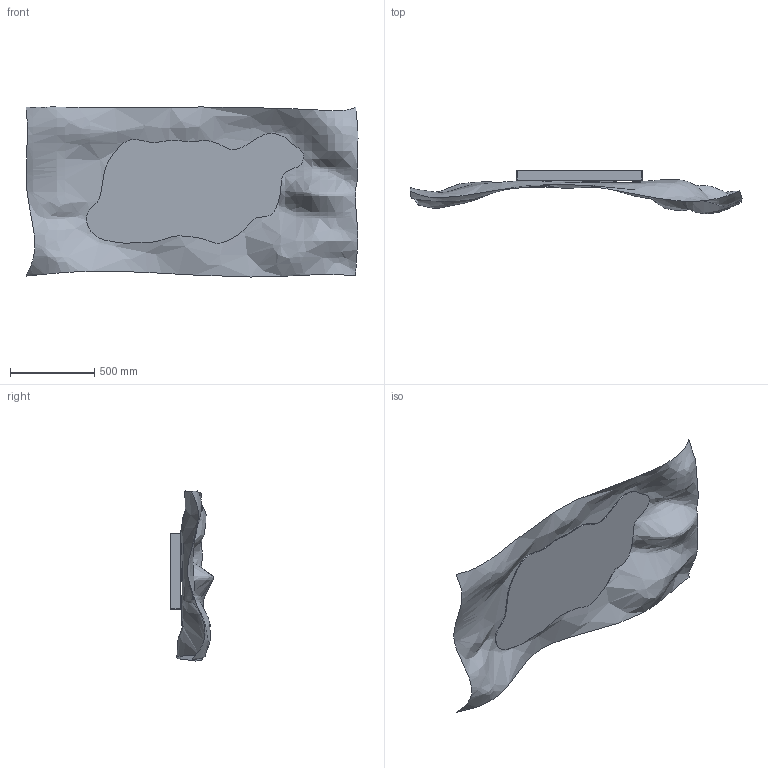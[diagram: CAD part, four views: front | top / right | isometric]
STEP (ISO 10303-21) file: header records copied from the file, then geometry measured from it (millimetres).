
FILE_DESCRIPTION(/* description */ (''),/* implementation_level */ '2;1');
FILE_NAME(/* name */ 'CHRIST~2',/* time_stamp */ '2021-05-24T10:32:26+02:00',/* author */ (''),/* organization */ (''),/* preprocessor_version */ 'ST-DEVELOPER v16.5',/* originating_system */ '',/* authorisation */ '');
FILE_SCHEMA (('AUTOMOTIVE_DESIGN'));
Length unit declared in the file: millimetre
Products named in the file (1): Document
Bounding box: 1966.19 x 255.42 x 1007.11 mm (x, y, z)
Volume: 7470539.1 mm3; surface area: 4172140.8 mm2
Topology: 6 solids, 7 shells, 50 faces, 103 edges, 70 vertices
Faces by surface type: plane 44, bspline 6
Entity records: 4673 total; most frequent: CARTESIAN_POINT 3802, ORIENTED_EDGE 202, EDGE_CURVE 103, B_SPLINE_CURVE_WITH_KNOTS 91, VERTEX_POINT 70, EDGE_LOOP 58, ADVANCED_FACE 50, FACE_OUTER_BOUND 50
